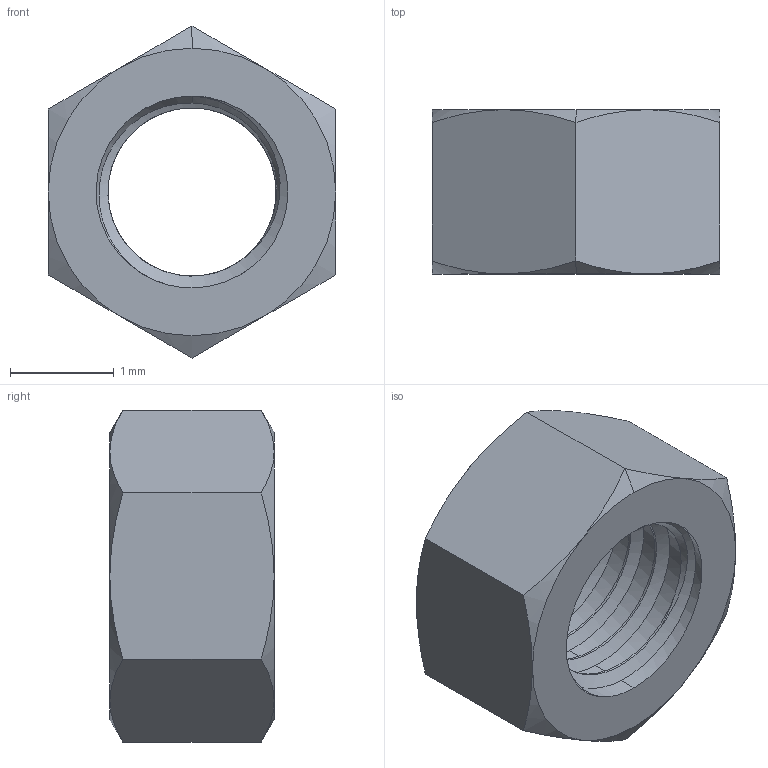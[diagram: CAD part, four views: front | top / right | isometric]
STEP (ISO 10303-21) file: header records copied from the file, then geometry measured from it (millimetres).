
FILE_DESCRIPTION (( 'STEP AP203' ), '1' );
FILE_NAME ('90001A605.step', '2015-02-23T18:04:48', ( '' ), ( '' ), 'SwSTEP 2.0', 'SolidWorks 2010', '' );
FILE_SCHEMA (( 'CONFIG_CONTROL_DESIGN' ));
Length unit declared in the file: inch
Products named in the file (1): 90001A605
Bounding box: 2.78 x 1.59 x 3.21 mm (x, y, z)
Volume: 6.5 mm3; surface area: 34.5 mm2
Topology: 1 solids, 1 shells, 40 faces, 94 edges, 56 vertices
Faces by surface type: cone 18, cylinder 11, plane 8, bspline 3
Entity records: 1788 total; most frequent: CARTESIAN_POINT 919, ORIENTED_EDGE 188, DIRECTION 136, EDGE_CURVE 94, AXIS2_PLACEMENT_3D 58, VERTEX_POINT 56, EDGE_LOOP 42, ADVANCED_FACE 40
